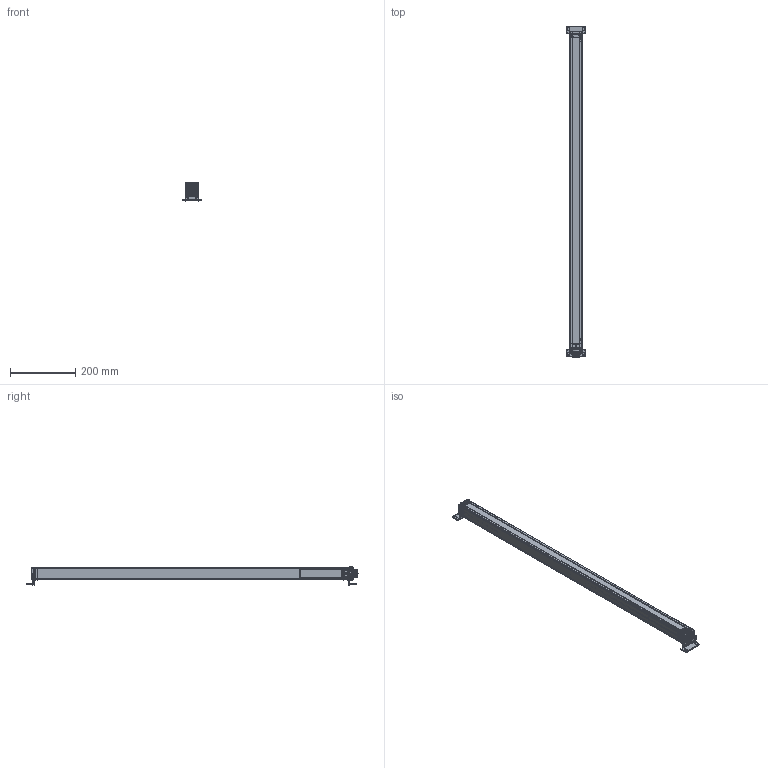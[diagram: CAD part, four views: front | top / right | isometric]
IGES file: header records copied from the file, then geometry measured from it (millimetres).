
Start section:  PTC IGES file: 169478.igs
Global section: file name: 169478.igs; native system: Pro/ENGINEER by Parametric Technology Corporation; preprocessor: 2009141; author: banengservice; organization: Unknown; date: 20121203.161449; units: millimetre
Bounding box: 59.44 x 1018.47 x 56.08 mm (x, y, z)
Volume: 460692.2 mm3; surface area: 2103127.7 mm2
Topology: 42 solids, 43 shells, 4134 faces, 21246 edges, 26768 vertices
Faces by surface type: bspline 2216, revolution 1906, extrusion 12
